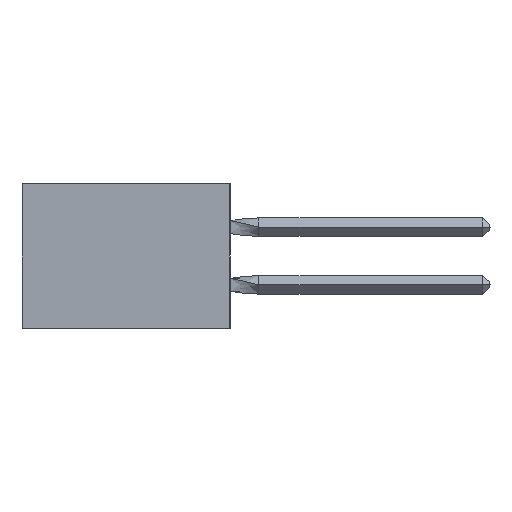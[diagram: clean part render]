
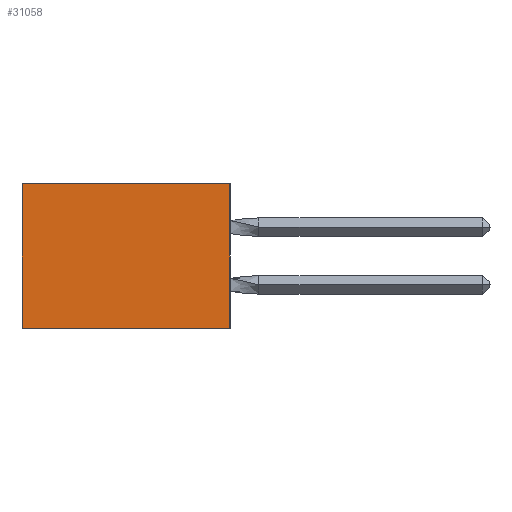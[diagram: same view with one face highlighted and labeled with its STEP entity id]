
A CAD part, left-side view. The second image highlights one B-rep face of the part: STEP entity #31058.
In plain terms, the highlighted planar face has unit normal (-1, 0, 0).
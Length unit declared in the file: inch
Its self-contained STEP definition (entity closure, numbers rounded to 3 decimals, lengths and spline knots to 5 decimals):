
#9 = DIRECTION ( 'NONE',  ( 0., 1., 0. ) ) ;
#1435 = EDGE_CURVE ( 'NONE', #29079, #26536, #27031, .T. ) ;
#2056 = VECTOR ( 'NONE', #33040, 39.37008 ) ;
#2373 = PLANE ( 'NONE',  #15419 ) ;
#2867 = ORIENTED_EDGE ( 'NONE', *, *, #14684, .F. ) ;
#3358 = CARTESIAN_POINT ( 'NONE',  ( 0.305, 0.72, -0.5 ) ) ;
#6280 = FACE_OUTER_BOUND ( 'NONE', #35589, .T. ) ;
#6390 = VERTEX_POINT ( 'NONE', #24272 ) ;
#6402 = CARTESIAN_POINT ( 'NONE',  ( 0.305, 0., -0.5 ) ) ;
#6624 = VERTEX_POINT ( 'NONE', #29245 ) ;
#8028 = ORIENTED_EDGE ( 'NONE', *, *, #12218, .T. ) ;
#8055 = DIRECTION ( 'NONE',  ( 0., 0., -1. ) ) ;
#8415 = VECTOR ( 'NONE', #9, 39.37008 ) ;
#12218 = EDGE_CURVE ( 'NONE', #6624, #26536, #14843, .T. ) ;
#13297 = EDGE_CURVE ( 'NONE', #6390, #6624, #23901, .T. ) ;
#13415 = CARTESIAN_POINT ( 'NONE',  ( 0.305, 0., -0.5 ) ) ;
#14684 = EDGE_CURVE ( 'NONE', #6390, #29079, #27300, .T. ) ;
#14843 = LINE ( 'NONE', #3358, #36112 ) ;
#15419 = AXIS2_PLACEMENT_3D ( 'NONE', #13415, #33531, #8055 ) ;
#19271 = CARTESIAN_POINT ( 'NONE',  ( 0.305, 0., 0. ) ) ;
#19527 = VECTOR ( 'NONE', #32113, 39.37008 ) ;
#23182 = CARTESIAN_POINT ( 'NONE',  ( 0.305, 0., -0.5 ) ) ;
#23901 = LINE ( 'NONE', #19271, #8415 ) ;
#24272 = CARTESIAN_POINT ( 'NONE',  ( 0.305, 0., 0. ) ) ;
#26536 = VERTEX_POINT ( 'NONE', #34001 ) ;
#27031 = LINE ( 'NONE', #6402, #19527 ) ;
#27300 = LINE ( 'NONE', #27633, #2056 ) ;
#27595 = ORIENTED_EDGE ( 'NONE', *, *, #1435, .F. ) ;
#27633 = CARTESIAN_POINT ( 'NONE',  ( 0.305, 0., -0.5 ) ) ;
#29079 = VERTEX_POINT ( 'NONE', #23182 ) ;
#29245 = CARTESIAN_POINT ( 'NONE',  ( 0.305, 0.72, 0. ) ) ;
#31058 = ADVANCED_FACE ( 'NONE', ( #6280 ), #2373, .F. ) ;
#32113 = DIRECTION ( 'NONE',  ( 0., 1., 0. ) ) ;
#32214 = ORIENTED_EDGE ( 'NONE', *, *, #13297, .T. ) ;
#33040 = DIRECTION ( 'NONE',  ( 0., 0., -1. ) ) ;
#33531 = DIRECTION ( 'NONE',  ( 1., 0., 0. ) ) ;
#34001 = CARTESIAN_POINT ( 'NONE',  ( 0.305, 0.72, -0.5 ) ) ;
#34748 = DIRECTION ( 'NONE',  ( 0., 0., -1. ) ) ;
#35589 = EDGE_LOOP ( 'NONE', ( #8028, #27595, #2867, #32214 ) ) ;
#36112 = VECTOR ( 'NONE', #34748, 39.37008 ) ;
